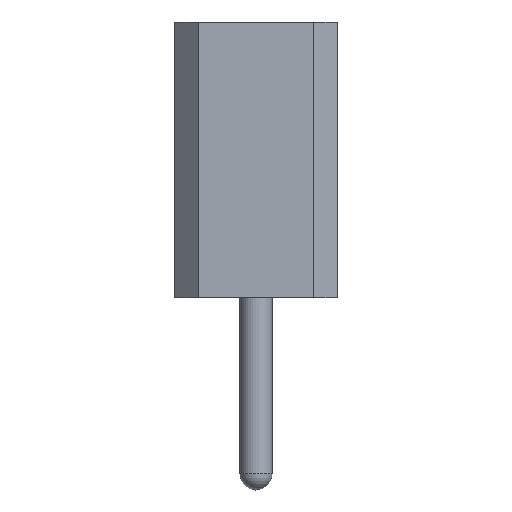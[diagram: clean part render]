
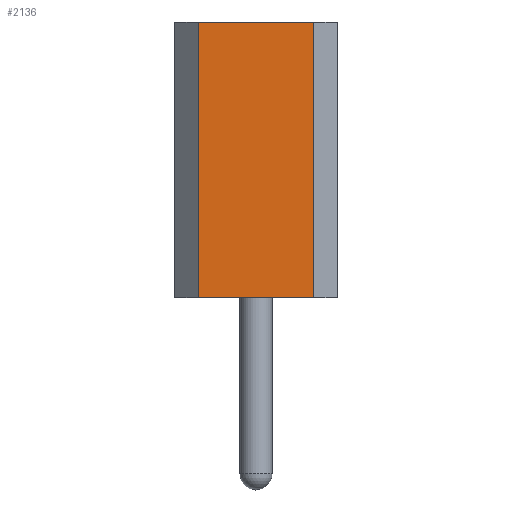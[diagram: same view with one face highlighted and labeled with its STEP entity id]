
A CAD part, left-side view. The second image highlights one B-rep face of the part: STEP entity #2136.
In plain terms, the highlighted planar face has unit normal (-1, 0, 0).
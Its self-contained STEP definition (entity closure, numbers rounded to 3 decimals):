
#40=LINE('',#3505,#154);
#77=LINE('',#3591,#191);
#78=LINE('',#3593,#192);
#79=LINE('',#3594,#193);
#154=VECTOR('',#2908,1.797);
#191=VECTOR('',#2959,4.3);
#192=VECTOR('',#2960,1.797);
#193=VECTOR('',#2961,4.3);
#362=PLANE('',#2412);
#672=FACE_OUTER_BOUND('',#928,.T.);
#928=EDGE_LOOP('',(#1795,#1796,#1797,#1798));
#1225=VERTEX_POINT('',#3501);
#1227=VERTEX_POINT('',#3504);
#1269=VERTEX_POINT('',#3590);
#1270=VERTEX_POINT('',#3592);
#1422=EDGE_CURVE('',#1227,#1225,#40,.T.);
#1465=EDGE_CURVE('',#1225,#1269,#77,.T.);
#1466=EDGE_CURVE('',#1269,#1270,#78,.T.);
#1467=EDGE_CURVE('',#1227,#1270,#79,.T.);
#1795=ORIENTED_EDGE('',*,*,#1465,.T.);
#1796=ORIENTED_EDGE('',*,*,#1466,.T.);
#1797=ORIENTED_EDGE('',*,*,#1467,.F.);
#1798=ORIENTED_EDGE('',*,*,#1422,.T.);
#2136=ADVANCED_FACE('',(#672),#362,.F.);
#2412=AXIS2_PLACEMENT_3D('',#3589,#2957,#2958);
#2908=DIRECTION('',(0.,-1.,0.));
#2957=DIRECTION('center_axis',(1.,0.,0.));
#2958=DIRECTION('ref_axis',(0.,0.,1.));
#2959=DIRECTION('',(0.,0.,1.));
#2960=DIRECTION('',(0.,1.,0.));
#2961=DIRECTION('',(0.,0.,1.));
#3501=CARTESIAN_POINT('',(51.804,46.328,2.7));
#3504=CARTESIAN_POINT('',(51.804,48.125,2.7));
#3505=CARTESIAN_POINT('',(51.804,47.227,2.7));
#3589=CARTESIAN_POINT('Origin',(51.804,47.227,5.6));
#3590=CARTESIAN_POINT('',(51.804,46.328,7.));
#3591=CARTESIAN_POINT('',(51.804,46.328,0.));
#3592=CARTESIAN_POINT('',(51.804,48.125,7.));
#3593=CARTESIAN_POINT('',(51.804,47.862,7.));
#3594=CARTESIAN_POINT('',(51.804,48.125,0.));
